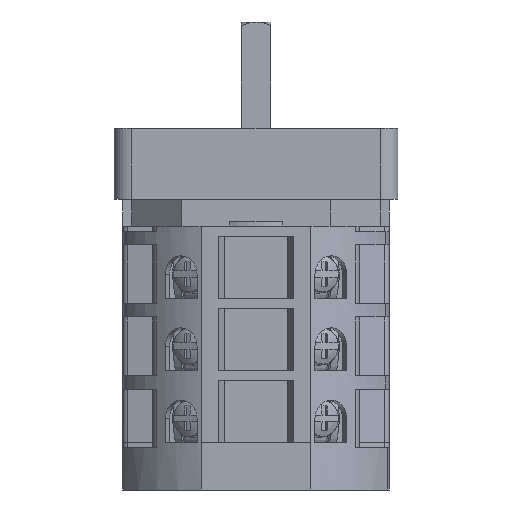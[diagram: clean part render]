
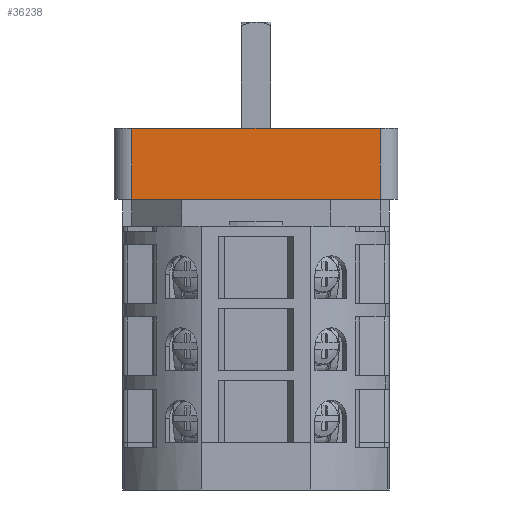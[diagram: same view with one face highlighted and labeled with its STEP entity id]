
A CAD part, front view. The second image highlights one B-rep face of the part: STEP entity #36238.
In plain terms, the highlighted planar face has unit normal (0, -1, 0).
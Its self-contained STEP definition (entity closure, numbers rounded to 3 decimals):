
#14495=DIRECTION('',(0.,0.,-1.));
#14496=VECTOR('',#14495,12.);
#14497=CARTESIAN_POINT('',(-21.,-24.,16.5));
#14498=LINE('',#14497,#14496);
#14499=DIRECTION('',(0.,0.,-1.));
#14500=VECTOR('',#14499,12.);
#14501=CARTESIAN_POINT('',(21.,-24.,16.5));
#14502=LINE('',#14501,#14500);
#14503=DIRECTION('',(1.,0.,0.));
#14504=VECTOR('',#14503,42.);
#14505=CARTESIAN_POINT('',(-21.,-24.,4.5));
#14506=LINE('',#14505,#14504);
#14542=DIRECTION('',(1.,0.,0.));
#14543=VECTOR('',#14542,42.);
#14544=CARTESIAN_POINT('',(-21.,-24.,16.5));
#14545=LINE('',#14544,#14543);
#19329=CARTESIAN_POINT('',(-21.,-24.,4.5));
#19331=VERTEX_POINT('',#19329);
#19335=CARTESIAN_POINT('',(-21.,-24.,16.5));
#19336=VERTEX_POINT('',#19335);
#19346=CARTESIAN_POINT('',(21.,-24.,4.5));
#19348=VERTEX_POINT('',#19346);
#19349=CARTESIAN_POINT('',(21.,-24.,16.5));
#19350=VERTEX_POINT('',#19349);
#36225=CARTESIAN_POINT('',(-24.,-24.,0.));
#36226=DIRECTION('',(0.,-1.,0.));
#36227=DIRECTION('',(1.,0.,0.));
#36228=AXIS2_PLACEMENT_3D('',#36225,#36226,#36227);
#36229=PLANE('',#36228);
#36231=ORIENTED_EDGE('',*,*,#36230,.F.);
#36233=ORIENTED_EDGE('',*,*,#36232,.T.);
#36234=ORIENTED_EDGE('',*,*,#36217,.T.);
#36235=ORIENTED_EDGE('',*,*,#36132,.F.);
#36236=EDGE_LOOP('',(#36231,#36233,#36234,#36235));
#36237=FACE_OUTER_BOUND('',#36236,.F.);
#36132=EDGE_CURVE('',#19331,#19348,#14506,.T.);
#36217=EDGE_CURVE('',#19350,#19348,#14502,.T.);
#36230=EDGE_CURVE('',#19336,#19331,#14498,.T.);
#36232=EDGE_CURVE('',#19336,#19350,#14545,.T.);
#36238=ADVANCED_FACE('',(#36237),#36229,.T.);
